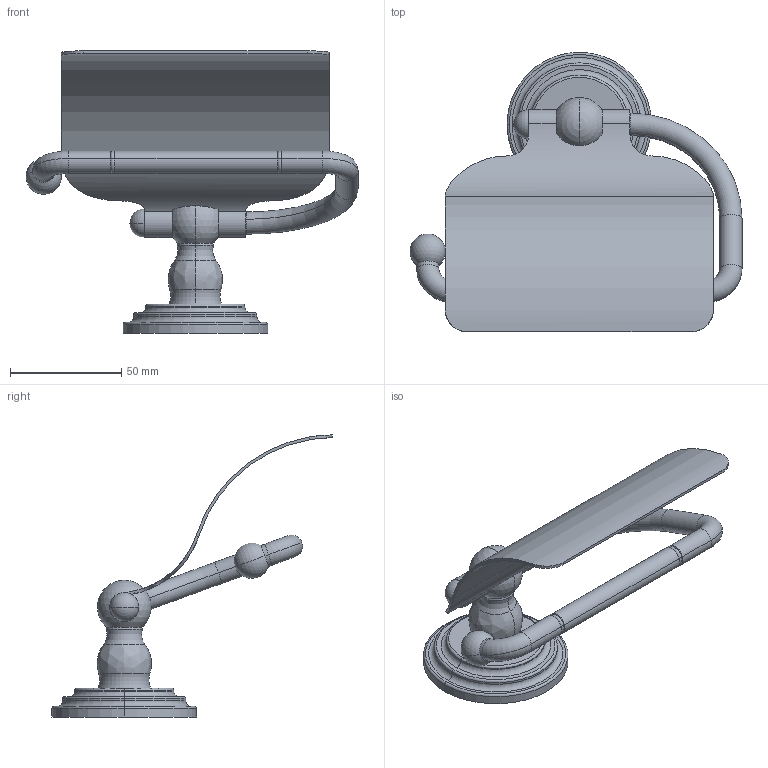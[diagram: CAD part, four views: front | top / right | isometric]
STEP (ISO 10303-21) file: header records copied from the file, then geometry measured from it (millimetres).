
FILE_DESCRIPTION((''),'2;1');
FILE_NAME('1127','2021-08-12T14:55:14',('Jinson'),(''),'CREO PARAMETRIC BY PTC INC, 2018400','CREO PARAMETRIC BY PTC INC, 2018400','');
FILE_SCHEMA(('CONFIG_CONTROL_DESIGN'));
Length unit declared in the file: inch
Products named in the file (1): 1127
Bounding box: 149.28 x 125.92 x 126.83 mm (x, y, z)
Volume: 91491.5 mm3; surface area: 48503.6 mm2
Topology: 1 solids, 1 shells, 93 faces, 216 edges, 125 vertices
Faces by surface type: cylinder 35, torus 32, plane 16, sphere 6, bspline 2, cone 2
Entity records: 3129 total; most frequent: CARTESIAN_POINT 927, DIRECTION 518, ORIENTED_EDGE 420, AXIS2_PLACEMENT_3D 233, EDGE_CURVE 210, CIRCLE 142, VERTEX_POINT 125, EDGE_LOOP 101
